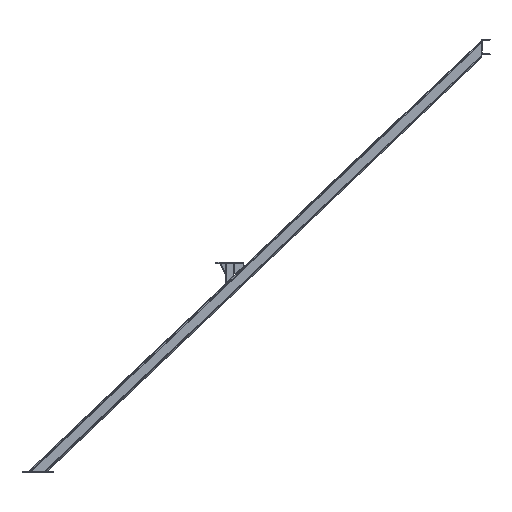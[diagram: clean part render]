
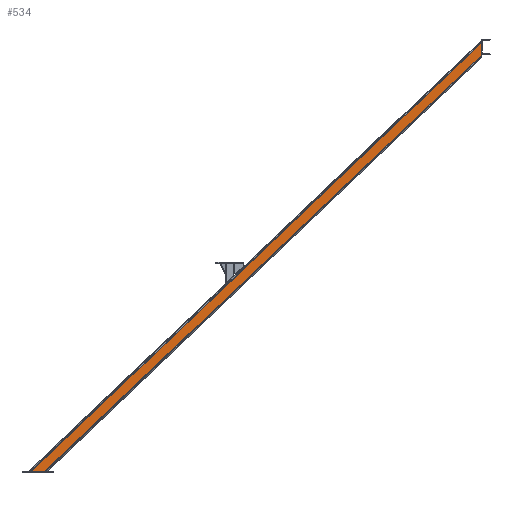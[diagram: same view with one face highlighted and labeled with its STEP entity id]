
A CAD part, left-side view. The second image highlights one B-rep face of the part: STEP entity #534.
In plain terms, the highlighted planar face has unit normal (-1, 0, 0).
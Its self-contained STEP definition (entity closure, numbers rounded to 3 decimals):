
#534=ADVANCED_FACE('',(#3288),#3290,.T.);
#3288=FACE_BOUND('',#3289,.T.);
#3289=EDGE_LOOP('',(#6635,#6636,#6637,#6638,#6639,#6640));
#3290=PLANE('',#3291);
#3291=AXIS2_PLACEMENT_3D('',#3292,#3293,#3294);
#3292=CARTESIAN_POINT('',(2198.169,988.141,2015.342));
#3293=DIRECTION('',(-1.,0.,0.));
#3294=DIRECTION('',(0.,0.69,0.724));
#6635=ORIENTED_EDGE('',*,*,#7442,.F.);
#6636=ORIENTED_EDGE('',*,*,#7427,.T.);
#6637=ORIENTED_EDGE('',*,*,#7385,.F.);
#6638=ORIENTED_EDGE('',*,*,#7383,.F.);
#6639=ORIENTED_EDGE('',*,*,#7441,.F.);
#6640=ORIENTED_EDGE('',*,*,#7443,.F.);
#7383=EDGE_CURVE('',#7855,#7857,#7858,.T.);
#7385=EDGE_CURVE('',#7857,#7860,#7861,.T.);
#7427=EDGE_CURVE('',#7921,#7860,#7928,.T.);
#7441=EDGE_CURVE('',#7932,#7855,#7952,.T.);
#7442=EDGE_CURVE('',#7921,#7953,#7954,.T.);
#7443=EDGE_CURVE('',#7953,#7932,#7955,.T.);
#7855=VERTEX_POINT('',#8833);
#7857=VERTEX_POINT('',#8900);
#7858=B_SPLINE_CURVE_WITH_KNOTS('',3,
(#8901,#8902,#8903,#8904,#8905,#8906,#8907,#8908,#8909,#8910,#8911,#8912,#8913,#8914),
.UNSPECIFIED.,.F.,.F.,
(4,1,1,1,1,1,1,1,1,1,1,4),
(0.,0.103,0.226,0.334,0.467,0.582,
0.679,0.822,0.861,0.971,0.996,
1.),
.UNSPECIFIED.);
#7860=VERTEX_POINT('',#8919);
#7861=LINE('',#8920,#8921);
#7921=VERTEX_POINT('',#9230);
#7928=LINE('',#9333,#9334);
#7932=VERTEX_POINT('',#9341);
#7952=LINE('',#9458,#9459);
#7953=VERTEX_POINT('',#9461);
#7954=LINE('',#9462,#9463);
#7955=LINE('',#9465,#9466);
#8833=CARTESIAN_POINT('',(2198.169,3097.247,6.996));
#8900=CARTESIAN_POINT('',(2198.169,3099.343,7.));
#8901=CARTESIAN_POINT('',(2198.169,3097.247,6.996));
#8902=CARTESIAN_POINT('',(2198.169,3097.319,6.996));
#8903=CARTESIAN_POINT('',(2198.169,3097.477,6.997));
#8904=CARTESIAN_POINT('',(2198.169,3097.71,6.998));
#8905=CARTESIAN_POINT('',(2198.169,3097.964,6.999));
#8906=CARTESIAN_POINT('',(2198.169,3098.212,7.));
#8907=CARTESIAN_POINT('',(2198.169,3098.454,7.));
#8908=CARTESIAN_POINT('',(2198.169,3098.702,7.));
#8909=CARTESIAN_POINT('',(2198.169,3098.897,7.));
#8910=CARTESIAN_POINT('',(2198.169,3099.1,7.));
#8911=CARTESIAN_POINT('',(2198.169,3099.222,7.));
#8912=CARTESIAN_POINT('',(2198.169,3099.32,7.));
#8913=CARTESIAN_POINT('',(2198.169,3099.34,7.));
#8914=CARTESIAN_POINT('',(2198.169,3099.343,7.));
#8919=CARTESIAN_POINT('',(2198.169,3161.048,7.));
#8920=CARTESIAN_POINT('',(2198.169,3099.343,7.));
#8921=VECTOR('',#8922,1.);
#8922=DIRECTION('',(0.,1.,0.));
#9230=CARTESIAN_POINT('',(2198.169,1026.,2040.049));
#9333=CARTESIAN_POINT('',(2198.169,1026.,2040.049));
#9334=VECTOR('',#9335,1.);
#9335=DIRECTION('',(0.,0.724,-0.69));
#9341=CARTESIAN_POINT('',(2198.169,1024.,1981.196));
#9458=CARTESIAN_POINT('',(2198.169,1024.,1981.196));
#9459=VECTOR('',#9460,1.);
#9460=DIRECTION('',(0.,0.724,-0.69));
#9461=CARTESIAN_POINT('',(2198.169,1026.,1981.196));
#9462=CARTESIAN_POINT('',(2198.169,1026.,2040.049));
#9463=VECTOR('',#9464,1.);
#9464=DIRECTION('',(0.,0.,-1.));
#9465=CARTESIAN_POINT('',(2198.169,1026.,1981.196));
#9466=VECTOR('',#9467,1.);
#9467=DIRECTION('',(0.,-1.,0.));
